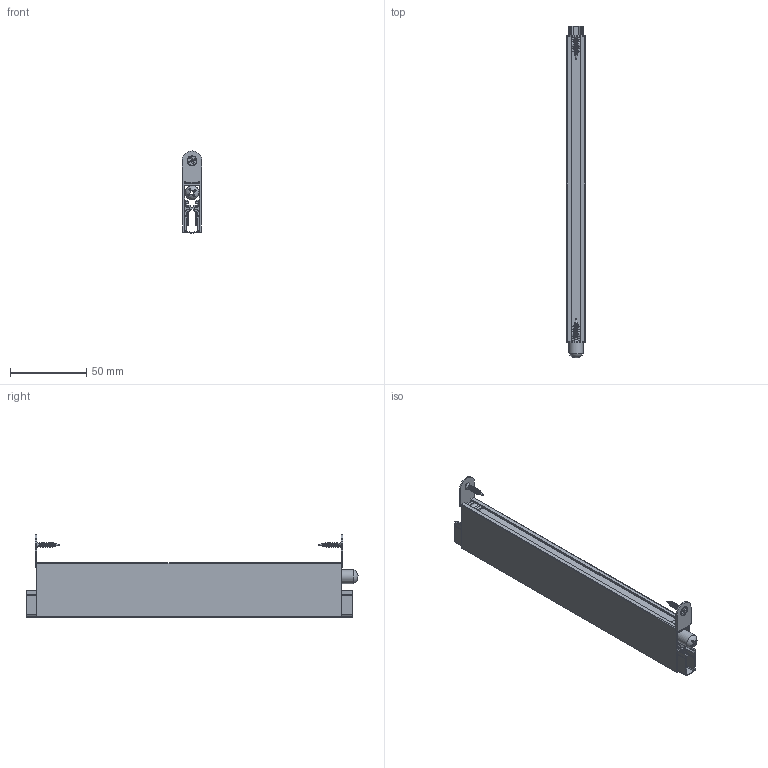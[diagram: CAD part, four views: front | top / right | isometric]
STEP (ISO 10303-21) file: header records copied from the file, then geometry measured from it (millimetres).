
FILE_DESCRIPTION(/* description */ ('Unknown'),/* implementation_level */ '2;1');
FILE_NAME(/* name */ '1-392_Doppeldicht-M1235_3D',/* time_stamp */ '2021-06-02T14:10:50+02:00',/* author */ ('Unknown'),/* organization */ ('Unknown'),/* preprocessor_version */ 'ST-DEVELOPER v16.7',/* originating_system */ 'Solid Edge',/* authorisation */ 'Unknown');
FILE_SCHEMA (('AUTOMOTIVE_DESIGN {1 0 10303 214 3 1 1}'));
Length unit declared in the file: millimetre
Products named in the file (12): 27525_Bodendichtung; AP_390_oa_0; AP_391; AW_065; AN_102_oa_1; AJ_149; 21890_Befestigungsschraube; 27520_Etikett_3D__Athmer__f黵_3D; 26541_Etikett_Athmer_klein_kurz; 31110_Athmer_Logo__ab_2021_; 27521_Text__Doppeldicht_M-12_35; 27508_Dichtprofil
Assembly tree (13 placements, depth 3):
  27525_Bodendichtung
    AP_390_oa_0
    AP_391
    AW_065  x2
    AN_102_oa_1
      AJ_149
    21890_Befestigungsschraube  x2
    27520_Etikett_3D__Athmer__f黵_3D
      26541_Etikett_Athmer_klein_kurz
      31110_Athmer_Logo__ab_2021_
      27521_Text__Doppeldicht_M-12_35
    27508_Dichtprofil
Bounding box: 13 x 217.87 x 54 mm (x, y, z)
Volume: 38880.4 mm3; surface area: 76954.5 mm2
Topology: 33 solids, 33 shells, 732 faces, 1920 edges, 1264 vertices
Faces by surface type: plane 463, cylinder 148, bspline 95, cone 13, torus 12, sphere 1
Full cylindrical faces by diameter (mm): 1.003 x2, 4.134 x1, 6.132 x2, 9.2 x1
Entity records: 23063 total; most frequent: CARTESIAN_POINT 8252, ORIENTED_EDGE 3178, DIRECTION 2551, EDGE_CURVE 1589, VERTEX_POINT 1060, LINE 961, VECTOR 961, AXIS2_PLACEMENT_3D 795
